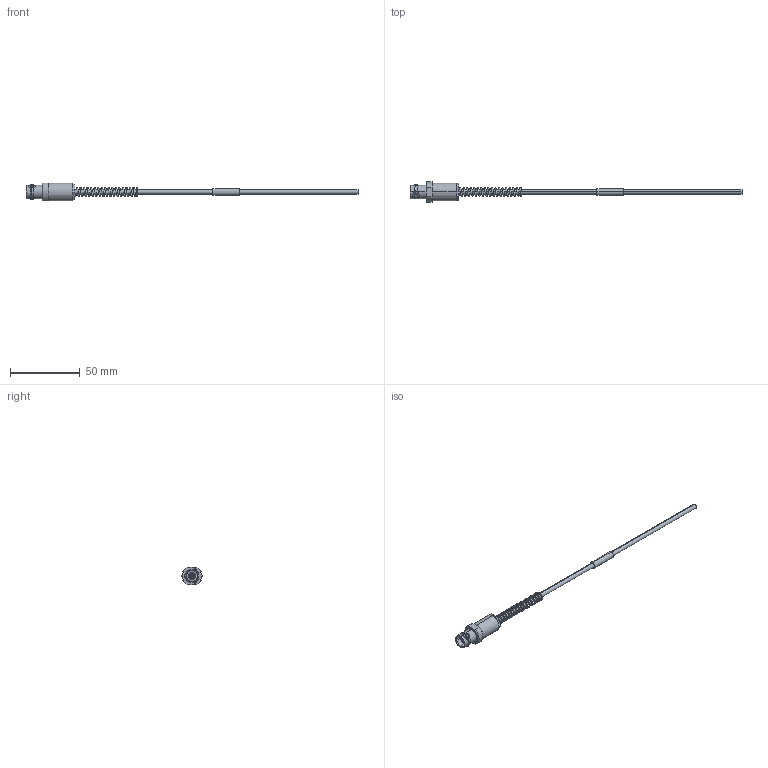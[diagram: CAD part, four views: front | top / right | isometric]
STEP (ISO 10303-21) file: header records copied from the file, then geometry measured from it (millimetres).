
FILE_DESCRIPTION (( 'STEP AP214' ), '1' );
FILE_NAME ('FM3MSA00453_3D.step', '2023-08-16T19:31:46', ( '' ), ( '' ), 'SwSTEP 2.0', 'SolidWorks 2022', '' );
FILE_SCHEMA (( 'AUTOMOTIVE_DESIGN' ));
Length unit declared in the file: inch
Products named in the file (7): 10-06575-XXX(S1)_LARGE S.R.; 1AW01-003_.182 ID x .75" long; 10-06575-XXX-MA1; FM3MSA00453_3D; M17-176-00002_8"; 10-06575-XXX-MA2(S1)_LARGE S.R.; 10-06575-XXX-MA3
Assembly tree (6 placements, depth 3):
  FM3MSA00453_3D
    M17-176-00002_8"
    1AW01-003_.182 ID x .75" long
    10-06575-XXX(S1)_LARGE S.R.
      10-06575-XXX-MA1
      10-06575-XXX-MA2(S1)_LARGE S.R.
      10-06575-XXX-MA3
Bounding box: 238.38 x 14.45 x 12.7 mm (x, y, z)
Volume: 4986.3 mm3; surface area: 6787.5 mm2
Topology: 5 solids, 5 shells, 154 faces, 354 edges, 224 vertices
Faces by surface type: cylinder 53, plane 45, cone 42, torus 10, bspline 4
Entity records: 16311 total; most frequent: CARTESIAN_POINT 12408, DIRECTION 747, ORIENTED_EDGE 704, EDGE_CURVE 352, AXIS2_PLACEMENT_3D 318, VERTEX_POINT 224, EDGE_LOOP 176, CIRCLE 158
